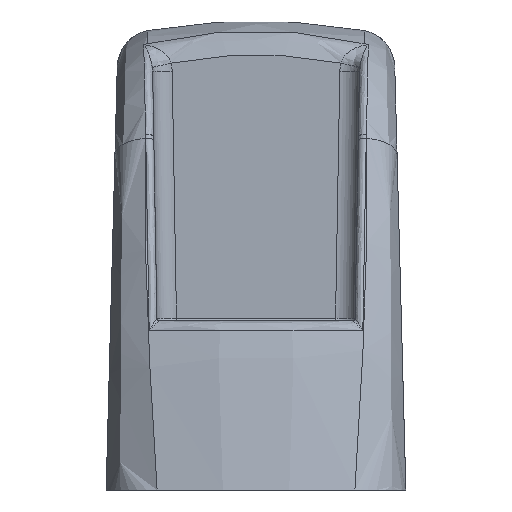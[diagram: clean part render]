
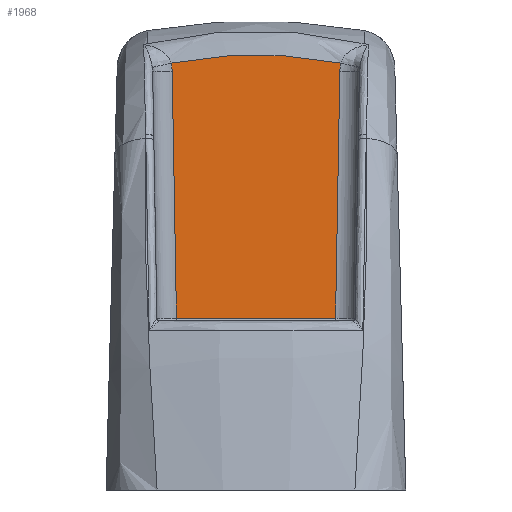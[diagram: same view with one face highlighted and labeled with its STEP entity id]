
A CAD part, left-side view. The second image highlights one B-rep face of the part: STEP entity #1968.
In plain terms, the highlighted planar face has unit normal (-1, 0, 0.018).
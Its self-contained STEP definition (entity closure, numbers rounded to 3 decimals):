
#176=LINE('',#4465,#228);
#177=LINE('',#4468,#229);
#178=LINE('',#4470,#230);
#228=VECTOR('',#2389,1000.);
#229=VECTOR('',#2390,1000.);
#230=VECTOR('',#2391,1000.);
#256=PLANE('',#2121);
#639=ORIENTED_EDGE('',*,*,#1086,.T.);
#640=ORIENTED_EDGE('',*,*,#1087,.T.);
#641=ORIENTED_EDGE('',*,*,#1088,.T.);
#642=ORIENTED_EDGE('',*,*,#1089,.T.);
#643=ORIENTED_EDGE('',*,*,#1090,.T.);
#644=ORIENTED_EDGE('',*,*,#1091,.T.);
#1086=EDGE_CURVE('',#1322,#1323,#176,.F.);
#1087=EDGE_CURVE('',#1323,#1324,#177,.T.);
#1088=EDGE_CURVE('',#1324,#1325,#178,.T.);
#1089=EDGE_CURVE('',#1325,#1326,#1474,.T.);
#1090=EDGE_CURVE('',#1326,#1327,#1475,.T.);
#1091=EDGE_CURVE('',#1327,#1322,#1476,.T.);
#1322=VERTEX_POINT('',#4466);
#1323=VERTEX_POINT('',#4467);
#1324=VERTEX_POINT('',#4469);
#1325=VERTEX_POINT('',#4471);
#1326=VERTEX_POINT('',#4476);
#1327=VERTEX_POINT('',#4482);
#1474=B_SPLINE_CURVE_WITH_KNOTS('',3,(#4472,#4473,#4474,#4475),
 .UNSPECIFIED.,.F.,.F.,(4,4),(0.,0.001),.UNSPECIFIED.);
#1475=B_SPLINE_CURVE_WITH_KNOTS('',3,(#4477,#4478,#4479,#4480,#4481),
 .UNSPECIFIED.,.F.,.F.,(4,1,4),(0.001,0.008,
0.015),.UNSPECIFIED.);
#1476=B_SPLINE_CURVE_WITH_KNOTS('',3,(#4483,#4484,#4485,#4486),
 .UNSPECIFIED.,.F.,.F.,(4,4),(0.,0.001),
 .UNSPECIFIED.);
#1607=EDGE_LOOP('',(#639,#640,#641,#642,#643,#644));
#1751=FACE_BOUND('',#1607,.T.);
#1968=ADVANCED_FACE('',(#1751),#256,.T.);
#2121=AXIS2_PLACEMENT_3D('',#4464,#2387,#2388);
#2387=DIRECTION('',(-1.,0.,0.017));
#2388=DIRECTION('',(0.017,0.,1.));
#2389=DIRECTION('',(0.017,0.017,1.));
#2390=DIRECTION('',(0.,-1.,0.));
#2391=DIRECTION('',(0.017,-0.017,1.));
#4464=CARTESIAN_POINT('',(-41.1,0.,13.));
#4465=CARTESIAN_POINT('',(-41.099,6.101,13.026));
#4466=CARTESIAN_POINT('',(-40.765,6.434,32.15));
#4467=CARTESIAN_POINT('',(-41.096,6.104,13.197));
#4468=CARTESIAN_POINT('',(-41.096,-6.1,13.197));
#4469=CARTESIAN_POINT('',(-41.096,-6.104,13.197));
#4470=CARTESIAN_POINT('',(-40.76,-6.44,32.476));
#4471=CARTESIAN_POINT('',(-40.765,-6.434,32.15));
#4472=CARTESIAN_POINT('',(-40.765,-6.434,32.15));
#4473=CARTESIAN_POINT('',(-40.762,-6.438,32.357));
#4474=CARTESIAN_POINT('',(-40.758,-6.463,32.562));
#4475=CARTESIAN_POINT('',(-40.755,-6.51,32.764));
#4476=CARTESIAN_POINT('',(-40.755,-6.51,32.764));
#4477=CARTESIAN_POINT('',(-40.755,-6.51,32.764));
#4478=CARTESIAN_POINT('',(-40.747,-4.355,33.185));
#4479=CARTESIAN_POINT('',(-40.74,0.045,33.589));
#4480=CARTESIAN_POINT('',(-40.747,4.363,33.183));
#4481=CARTESIAN_POINT('',(-40.755,6.51,32.764));
#4482=CARTESIAN_POINT('',(-40.755,6.51,32.764));
#4483=CARTESIAN_POINT('',(-40.755,6.51,32.764));
#4484=CARTESIAN_POINT('',(-40.758,6.463,32.562));
#4485=CARTESIAN_POINT('',(-40.762,6.438,32.357));
#4486=CARTESIAN_POINT('',(-40.765,6.434,32.15));
